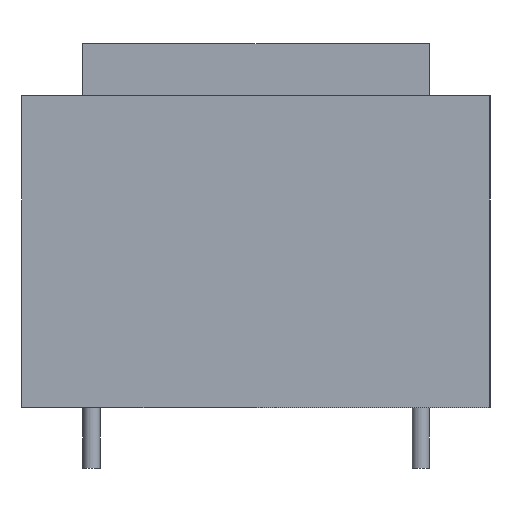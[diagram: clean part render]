
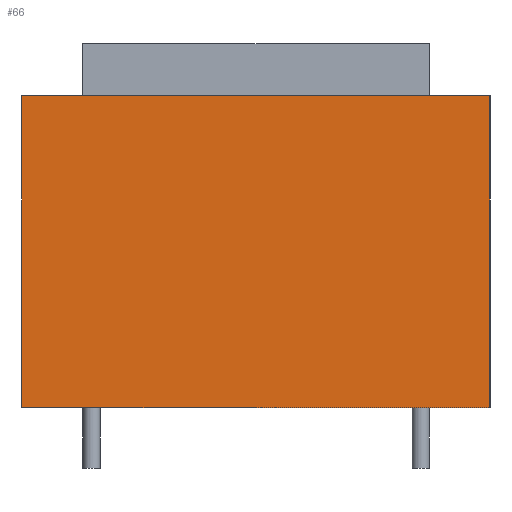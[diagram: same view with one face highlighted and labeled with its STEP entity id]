
A CAD part, left-side view. The second image highlights one B-rep face of the part: STEP entity #66.
In plain terms, the highlighted planar face has unit normal (-1, 0, 0).
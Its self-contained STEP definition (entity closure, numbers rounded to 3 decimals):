
#66=ADVANCED_FACE('',(#211),#213,.T.);
#211=FACE_BOUND('',#212,.T.);
#212=EDGE_LOOP('',(#327,#328,#329,#330));
#213=PLANE('',#214);
#214=AXIS2_PLACEMENT_3D('',#215,#216,#217);
#215=CARTESIAN_POINT('',(-16.,13.5,0.));
#216=DIRECTION('',(-1.,0.,0.));
#217=DIRECTION('',(0.,-1.,0.));
#327=ORIENTED_EDGE('',*,*,#375,.T.);
#328=ORIENTED_EDGE('',*,*,#387,.T.);
#329=ORIENTED_EDGE('',*,*,#388,.F.);
#330=ORIENTED_EDGE('',*,*,#389,.F.);
#375=EDGE_CURVE('',#407,#408,#409,.T.);
#387=EDGE_CURVE('',#408,#431,#432,.T.);
#388=EDGE_CURVE('',#433,#431,#434,.T.);
#389=EDGE_CURVE('',#407,#433,#435,.T.);
#407=VERTEX_POINT('',#463);
#408=VERTEX_POINT('',#464);
#409=LINE('',#465,#466);
#431=VERTEX_POINT('',#519);
#432=LINE('',#520,#521);
#433=VERTEX_POINT('',#523);
#434=LINE('',#524,#525);
#435=LINE('',#527,#528);
#463=CARTESIAN_POINT('',(-16.,13.5,0.));
#464=CARTESIAN_POINT('',(-16.,-13.5,0.));
#465=CARTESIAN_POINT('',(-16.,13.5,0.));
#466=VECTOR('',#467,1.);
#467=DIRECTION('',(0.,-1.,0.));
#519=CARTESIAN_POINT('',(-16.,-13.5,18.));
#520=CARTESIAN_POINT('',(-16.,-13.5,0.));
#521=VECTOR('',#522,1.);
#522=DIRECTION('',(0.,0.,1.));
#523=CARTESIAN_POINT('',(-16.,13.5,18.));
#524=CARTESIAN_POINT('',(-16.,13.5,18.));
#525=VECTOR('',#526,1.);
#526=DIRECTION('',(0.,-1.,0.));
#527=CARTESIAN_POINT('',(-16.,13.5,0.));
#528=VECTOR('',#529,1.);
#529=DIRECTION('',(0.,0.,1.));
